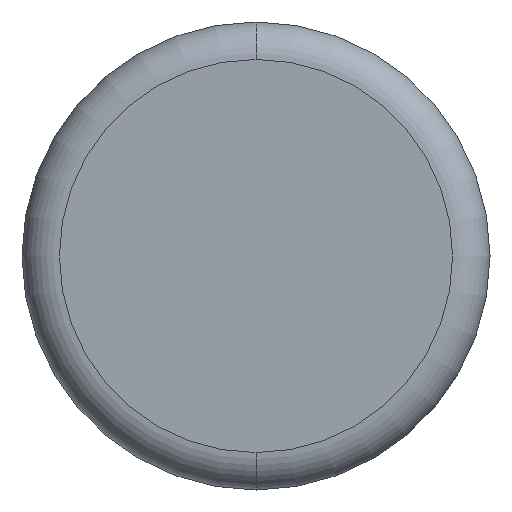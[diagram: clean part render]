
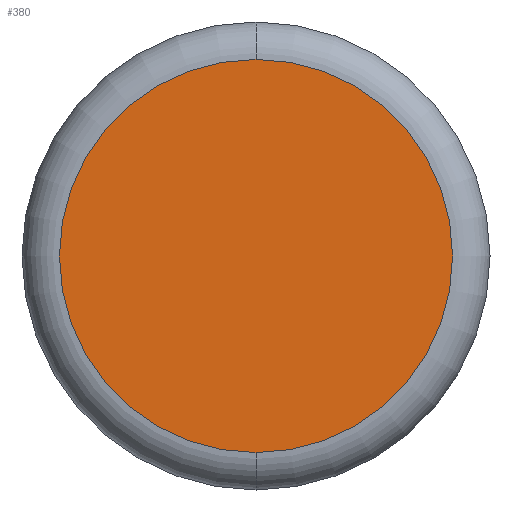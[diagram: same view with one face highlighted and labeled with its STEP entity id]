
A CAD part, front view. The second image highlights one B-rep face of the part: STEP entity #380.
In plain terms, the highlighted planar face has unit normal (0, -1, 0).
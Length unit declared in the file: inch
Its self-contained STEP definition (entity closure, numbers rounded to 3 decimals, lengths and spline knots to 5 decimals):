
#29 = EDGE_LOOP ( 'NONE', ( #212, #397 ) ) ;
#39 = DIRECTION ( 'NONE',  ( 0., 0., -1. ) ) ;
#62 = CIRCLE ( 'NONE', #256, 0.21 ) ;
#67 = DIRECTION ( 'NONE',  ( 0., -1., 0. ) ) ;
#82 = CARTESIAN_POINT ( 'NONE',  ( 0., 0., 0.21 ) ) ;
#128 = VERTEX_POINT ( 'NONE', #292 ) ;
#130 = EDGE_CURVE ( 'NONE', #395, #128, #386, .T. ) ;
#172 = AXIS2_PLACEMENT_3D ( 'NONE', #229, #313, #39 ) ;
#174 = CARTESIAN_POINT ( 'NONE',  ( 0., 0., 0. ) ) ;
#197 = FACE_OUTER_BOUND ( 'NONE', #29, .T. ) ;
#212 = ORIENTED_EDGE ( 'NONE', *, *, #226, .T. ) ;
#220 = AXIS2_PLACEMENT_3D ( 'NONE', #174, #388, #350 ) ;
#226 = EDGE_CURVE ( 'NONE', #128, #395, #62, .T. ) ;
#229 = CARTESIAN_POINT ( 'NONE',  ( 0., 0., 0. ) ) ;
#256 = AXIS2_PLACEMENT_3D ( 'NONE', #299, #67, #357 ) ;
#291 = PLANE ( 'NONE',  #220 ) ;
#292 = CARTESIAN_POINT ( 'NONE',  ( 0., 0., -0.21 ) ) ;
#299 = CARTESIAN_POINT ( 'NONE',  ( 0., 0., 0. ) ) ;
#313 = DIRECTION ( 'NONE',  ( 0., -1., 0. ) ) ;
#350 = DIRECTION ( 'NONE',  ( 0., 0., -1. ) ) ;
#357 = DIRECTION ( 'NONE',  ( 0., 0., -1. ) ) ;
#380 = ADVANCED_FACE ( 'NONE', ( #197 ), #291, .T. ) ;
#386 = CIRCLE ( 'NONE', #172, 0.21 ) ;
#388 = DIRECTION ( 'NONE',  ( 0., -1., 0. ) ) ;
#395 = VERTEX_POINT ( 'NONE', #82 ) ;
#397 = ORIENTED_EDGE ( 'NONE', *, *, #130, .T. ) ;
